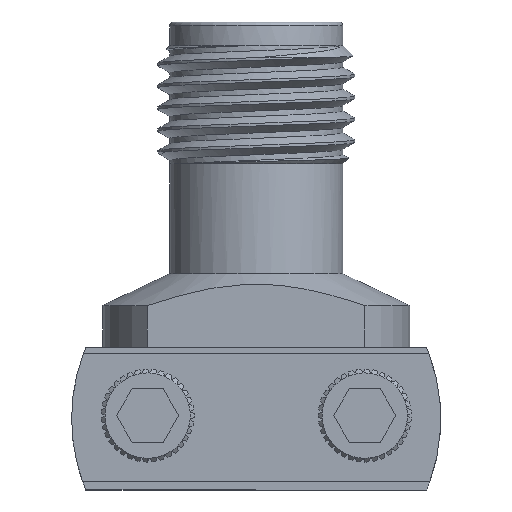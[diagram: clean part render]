
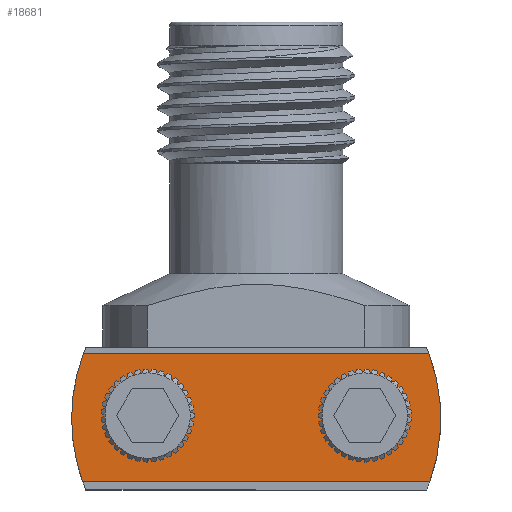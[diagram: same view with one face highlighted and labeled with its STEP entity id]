
A CAD part, front view. The second image highlights one B-rep face of the part: STEP entity #18681.
In plain terms, the highlighted planar face has unit normal (0, -1, 0).
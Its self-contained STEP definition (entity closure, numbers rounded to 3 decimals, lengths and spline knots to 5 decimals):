
#306 = ORIENTED_EDGE ( 'NONE', *, *, #31662, .F. ) ;
#454 = EDGE_CURVE ( 'NONE', #21271, #18411, #4976, .T. ) ;
#536 = DIRECTION ( 'NONE',  ( -1., 0., 0. ) ) ;
#930 = CIRCLE ( 'NONE', #9863, 0.23425 ) ;
#1509 = AXIS2_PLACEMENT_3D ( 'NONE', #5869, #11022, #30930 ) ;
#1664 = CIRCLE ( 'NONE', #5192, 0.0365 ) ;
#1797 = CARTESIAN_POINT ( 'NONE',  ( 0., -0.10874, -0.22287 ) ) ;
#2021 = DIRECTION ( 'NONE',  ( -1., 0., 0. ) ) ;
#2212 = VERTEX_POINT ( 'NONE', #28443 ) ;
#2550 = CARTESIAN_POINT ( 'NONE',  ( 0.1013, -0.10874, -0.21893 ) ) ;
#2977 = EDGE_CURVE ( 'NONE', #4105, #21271, #21633, .T. ) ;
#2988 = CARTESIAN_POINT ( 'NONE',  ( 0.17429, -0.10874, -0.21893 ) ) ;
#3093 = PLANE ( 'NONE',  #1509 ) ;
#4105 = VERTEX_POINT ( 'NONE', #22065 ) ;
#4194 = FACE_OUTER_BOUND ( 'NONE', #7530, .T. ) ;
#4284 = DIRECTION ( 'NONE',  ( 0., 1., 0. ) ) ;
#4557 = EDGE_CURVE ( 'NONE', #29186, #7292, #16813, .T. ) ;
#4794 = DIRECTION ( 'NONE',  ( 0., 1., 0. ) ) ;
#4976 = LINE ( 'NONE', #25510, #16082 ) ;
#5192 = AXIS2_PLACEMENT_3D ( 'NONE', #20827, #16015, #24460 ) ;
#5253 = ORIENTED_EDGE ( 'NONE', *, *, #2977, .F. ) ;
#5855 = CARTESIAN_POINT ( 'NONE',  ( 0., -0.10874, -0.22287 ) ) ;
#5869 = CARTESIAN_POINT ( 'NONE',  ( 0., -0.10874, -0.22287 ) ) ;
#7284 = LINE ( 'NONE', #26649, #28568 ) ;
#7292 = VERTEX_POINT ( 'NONE', #2988 ) ;
#7530 = EDGE_LOOP ( 'NONE', ( #10303, #5253, #32598, #8871, #306 ) ) ;
#7838 = EDGE_CURVE ( 'NONE', #30533, #17582, #1664, .T. ) ;
#7856 = FACE_BOUND ( 'NONE', #16387, .T. ) ;
#8593 = EDGE_CURVE ( 'NONE', #17582, #30533, #15140, .T. ) ;
#8871 = ORIENTED_EDGE ( 'NONE', *, *, #31375, .F. ) ;
#8918 = DIRECTION ( 'NONE',  ( 1., 0., 0. ) ) ;
#9405 = AXIS2_PLACEMENT_3D ( 'NONE', #13042, #28308, #15866 ) ;
#9743 = CIRCLE ( 'NONE', #21665, 0.23425 ) ;
#9863 = AXIS2_PLACEMENT_3D ( 'NONE', #31584, #29225, #18884 ) ;
#10303 = ORIENTED_EDGE ( 'NONE', *, *, #454, .F. ) ;
#10401 = AXIS2_PLACEMENT_3D ( 'NONE', #1797, #12050, #2021 ) ;
#10914 = AXIS2_PLACEMENT_3D ( 'NONE', #19910, #4794, #22452 ) ;
#11022 = DIRECTION ( 'NONE',  ( 0., 1., 0. ) ) ;
#12050 = DIRECTION ( 'NONE',  ( 0., 1., 0. ) ) ;
#12420 = EDGE_LOOP ( 'NONE', ( #25431, #28069 ) ) ;
#12709 = VERTEX_POINT ( 'NONE', #31869 ) ;
#13042 = CARTESIAN_POINT ( 'NONE',  ( 0.1378, -0.10874, -0.21893 ) ) ;
#13205 = DIRECTION ( 'NONE',  ( 0., 1., 0. ) ) ;
#15140 = CIRCLE ( 'NONE', #26322, 0.0365 ) ;
#15866 = DIRECTION ( 'NONE',  ( 1., 0., 0. ) ) ;
#16015 = DIRECTION ( 'NONE',  ( 0., 1., 0. ) ) ;
#16082 = VECTOR ( 'NONE', #32729, 39.37008 ) ;
#16180 = ORIENTED_EDGE ( 'NONE', *, *, #8593, .T. ) ;
#16387 = EDGE_LOOP ( 'NONE', ( #23695, #16180 ) ) ;
#16813 = CIRCLE ( 'NONE', #10914, 0.0365 ) ;
#17582 = VERTEX_POINT ( 'NONE', #25931 ) ;
#17643 = CARTESIAN_POINT ( 'NONE',  ( -0.22039, -0.10874, -0.30226 ) ) ;
#18411 = VERTEX_POINT ( 'NONE', #17643 ) ;
#18681 = ADVANCED_FACE ( 'NONE', ( #7856, #31096, #4194 ), #3093, .F. ) ;
#18884 = DIRECTION ( 'NONE',  ( -1., 0., 0. ) ) ;
#19226 = EDGE_CURVE ( 'NONE', #7292, #29186, #29810, .T. ) ;
#19422 = CARTESIAN_POINT ( 'NONE',  ( -0.1378, -0.10874, -0.21893 ) ) ;
#19910 = CARTESIAN_POINT ( 'NONE',  ( 0.1378, -0.10874, -0.21893 ) ) ;
#20827 = CARTESIAN_POINT ( 'NONE',  ( -0.1378, -0.10874, -0.21893 ) ) ;
#21271 = VERTEX_POINT ( 'NONE', #23509 ) ;
#21633 = CIRCLE ( 'NONE', #10401, 0.23425 ) ;
#21665 = AXIS2_PLACEMENT_3D ( 'NONE', #5855, #13205, #536 ) ;
#22065 = CARTESIAN_POINT ( 'NONE',  ( 0.21918, -0.10874, -0.14019 ) ) ;
#22452 = DIRECTION ( 'NONE',  ( 1., 0., 0. ) ) ;
#23509 = CARTESIAN_POINT ( 'NONE',  ( 0.22039, -0.10874, -0.30226 ) ) ;
#23695 = ORIENTED_EDGE ( 'NONE', *, *, #7838, .T. ) ;
#24460 = DIRECTION ( 'NONE',  ( 1., 0., 0. ) ) ;
#24487 = DIRECTION ( 'NONE',  ( 1., 0., 0. ) ) ;
#25431 = ORIENTED_EDGE ( 'NONE', *, *, #4557, .T. ) ;
#25510 = CARTESIAN_POINT ( 'NONE',  ( 0., -0.10874, -0.30226 ) ) ;
#25931 = CARTESIAN_POINT ( 'NONE',  ( -0.1013, -0.10874, -0.21893 ) ) ;
#26322 = AXIS2_PLACEMENT_3D ( 'NONE', #19422, #4284, #24487 ) ;
#26649 = CARTESIAN_POINT ( 'NONE',  ( 0., -0.10874, -0.14019 ) ) ;
#28069 = ORIENTED_EDGE ( 'NONE', *, *, #19226, .T. ) ;
#28308 = DIRECTION ( 'NONE',  ( 0., 1., 0. ) ) ;
#28443 = CARTESIAN_POINT ( 'NONE',  ( -0.23425, -0.10874, -0.22287 ) ) ;
#28568 = VECTOR ( 'NONE', #8918, 39.37008 ) ;
#28923 = EDGE_CURVE ( 'NONE', #12709, #4105, #7284, .T. ) ;
#29186 = VERTEX_POINT ( 'NONE', #2550 ) ;
#29225 = DIRECTION ( 'NONE',  ( 0., 1., 0. ) ) ;
#29810 = CIRCLE ( 'NONE', #9405, 0.0365 ) ;
#30533 = VERTEX_POINT ( 'NONE', #31249 ) ;
#30930 = DIRECTION ( 'NONE',  ( 1., 0., 0. ) ) ;
#31096 = FACE_BOUND ( 'NONE', #12420, .T. ) ;
#31249 = CARTESIAN_POINT ( 'NONE',  ( -0.17429, -0.10874, -0.21893 ) ) ;
#31375 = EDGE_CURVE ( 'NONE', #2212, #12709, #9743, .T. ) ;
#31584 = CARTESIAN_POINT ( 'NONE',  ( 0., -0.10874, -0.22287 ) ) ;
#31662 = EDGE_CURVE ( 'NONE', #18411, #2212, #930, .T. ) ;
#31869 = CARTESIAN_POINT ( 'NONE',  ( -0.21918, -0.10874, -0.14019 ) ) ;
#32598 = ORIENTED_EDGE ( 'NONE', *, *, #28923, .F. ) ;
#32729 = DIRECTION ( 'NONE',  ( -1., 0., 0. ) ) ;
